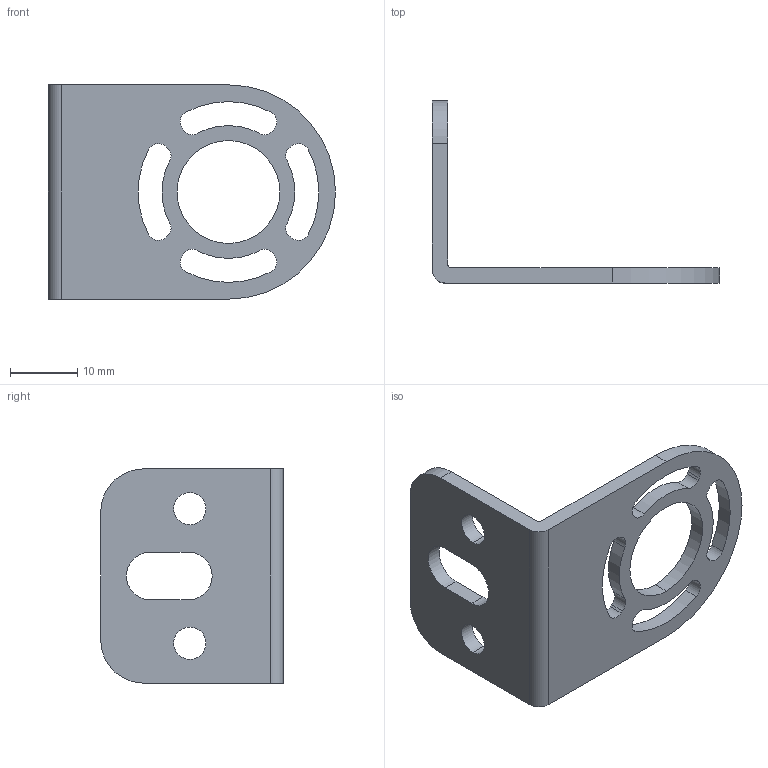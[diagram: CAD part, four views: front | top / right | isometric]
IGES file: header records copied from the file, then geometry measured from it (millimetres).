
Start section:  PTC IGES file: 156665.igs
Global section: file name: 156665.igs; native system: Pro/ENGINEER by Parametric Technology Corporation; preprocessor: 2009141; author: banengservice; organization: Unknown; date: 20110406.121315; units: inch
Bounding box: 42.55 x 27.05 x 31.75 mm (x, y, z)
Volume: 3439.8 mm3; surface area: 3968.4 mm2
Topology: 1 solids, 1 shells, 54 faces, 156 edges, 104 vertices
Faces by surface type: revolution 37, bspline 17
